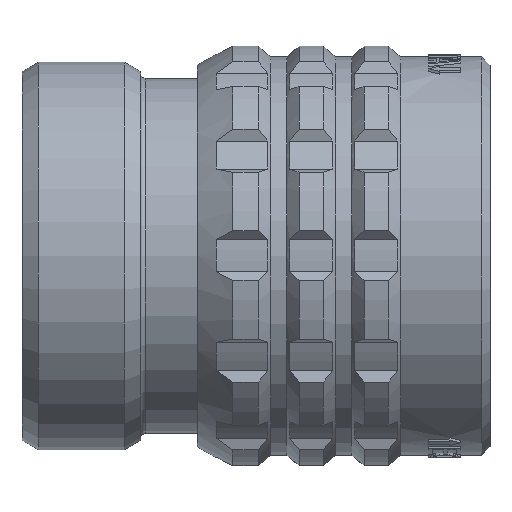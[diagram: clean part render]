
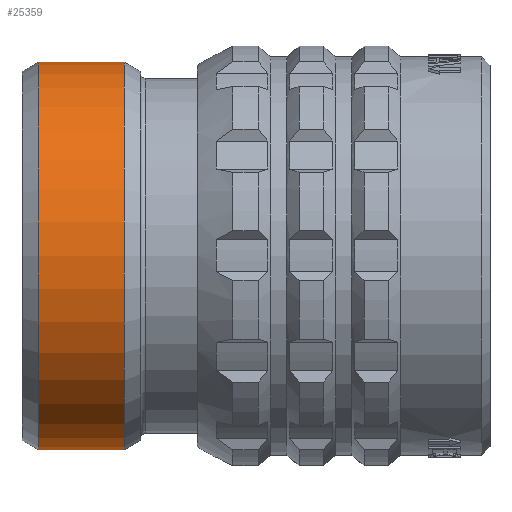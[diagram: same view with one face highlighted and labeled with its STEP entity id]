
A CAD part, top view. The second image highlights one B-rep face of the part: STEP entity #25359.
In plain terms, the highlighted cylindrical face has radius 11.925 mm (diameter 23.85 mm), a partial arc.
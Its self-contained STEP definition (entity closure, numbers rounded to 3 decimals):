
#2690=CARTESIAN_POINT('',(1.,0.,0.));
#2691=DIRECTION('',(1.,0.,0.));
#2692=DIRECTION('',(0.,1.,0.));
#2693=AXIS2_PLACEMENT_3D('',#2690,#2691,#2692);
#2695=CARTESIAN_POINT('',(6.3,0.,0.));
#2696=DIRECTION('',(1.,0.,0.));
#2697=DIRECTION('',(0.,1.,0.));
#2698=AXIS2_PLACEMENT_3D('',#2695,#2696,#2697);
#2700=DIRECTION('',(-1.,0.,0.));
#2701=VECTOR('',#2700,5.3);
#2702=CARTESIAN_POINT('',(6.3,11.925,0.));
#2703=LINE('1715',#2702,#2701);
#2704=DIRECTION('',(-1.,0.,0.));
#2705=VECTOR('',#2704,5.3);
#2706=CARTESIAN_POINT('',(6.3,-11.925,0.));
#2707=LINE('1721',#2706,#2705);
#19605=CARTESIAN_POINT('',(6.3,11.925,0.));
#19607=VERTEX_POINT('',#19605);
#19608=CARTESIAN_POINT('',(1.,11.925,0.));
#19609=VERTEX_POINT('',#19608);
#19617=CARTESIAN_POINT('',(6.3,-11.925,0.));
#19619=VERTEX_POINT('',#19617);
#19620=CARTESIAN_POINT('',(1.,-11.925,0.));
#19621=VERTEX_POINT('',#19620);
#25345=CARTESIAN_POINT('',(-1.44,0.,0.));
#25346=DIRECTION('',(1.,0.,0.));
#25347=DIRECTION('',(0.,-1.,0.));
#25348=AXIS2_PLACEMENT_3D('',#25345,#25346,#25347);
#25349=CYLINDRICAL_SURFACE('278',#25348,11.925);
#25351=ORIENTED_EDGE('1715',*,*,#25350,.F.);
#25353=ORIENTED_EDGE('1733',*,*,#25352,.T.);
#25355=ORIENTED_EDGE('1721',*,*,#25354,.T.);
#25356=ORIENTED_EDGE('1734',*,*,#25331,.F.);
#25357=EDGE_LOOP('278',(#25351,#25353,#25355,#25356));
#25358=FACE_OUTER_BOUND('278',#25357,.F.);
#2694=CIRCLE('1734',#2693,11.925);
#2699=CIRCLE('1733',#2698,11.925);
#25331=EDGE_CURVE('1734',#19609,#19621,#2694,.T.);
#25350=EDGE_CURVE('1715',#19607,#19609,#2703,.T.);
#25352=EDGE_CURVE('1733',#19607,#19619,#2699,.T.);
#25354=EDGE_CURVE('1721',#19619,#19621,#2707,.T.);
#25359=ADVANCED_FACE('278',(#25358),#25349,.T.);
